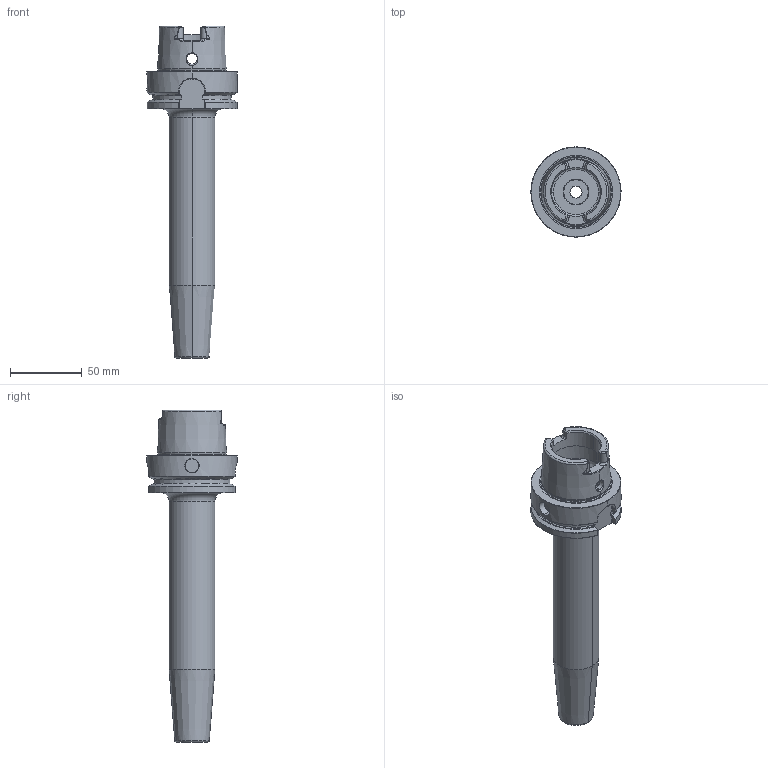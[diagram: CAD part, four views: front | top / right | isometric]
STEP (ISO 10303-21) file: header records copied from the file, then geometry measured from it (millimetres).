
FILE_DESCRIPTION (( 'STEP AP214' ), '1' );
FILE_NAME ('99.A63.012 x=200_step.STEP', '2021-05-03T11:46:10', ( '' ), ( '' ), 'SwSTEP 2.0', 'SolidWorks 2018', '' );
FILE_SCHEMA (( 'AUTOMOTIVE_DESIGN' ));
Length unit declared in the file: millimetre
Products named in the file (1): 99.A63.012 x=200_step
Bounding box: 62.94 x 62.94 x 231.9 mm (x, y, z)
Volume: 199977.4 mm3; surface area: 43518.5 mm2
Topology: 1 solids, 1 shells, 240 faces, 589 edges, 352 vertices
Faces by surface type: cylinder 59, plane 56, torus 51, cone 37, bspline 37
Entity records: 11010 total; most frequent: CARTESIAN_POINT 5369, ORIENTED_EDGE 1178, DIRECTION 1032, EDGE_CURVE 589, AXIS2_PLACEMENT_3D 433, VERTEX_POINT 352, EDGE_LOOP 247, FACE_OUTER_BOUND 240
